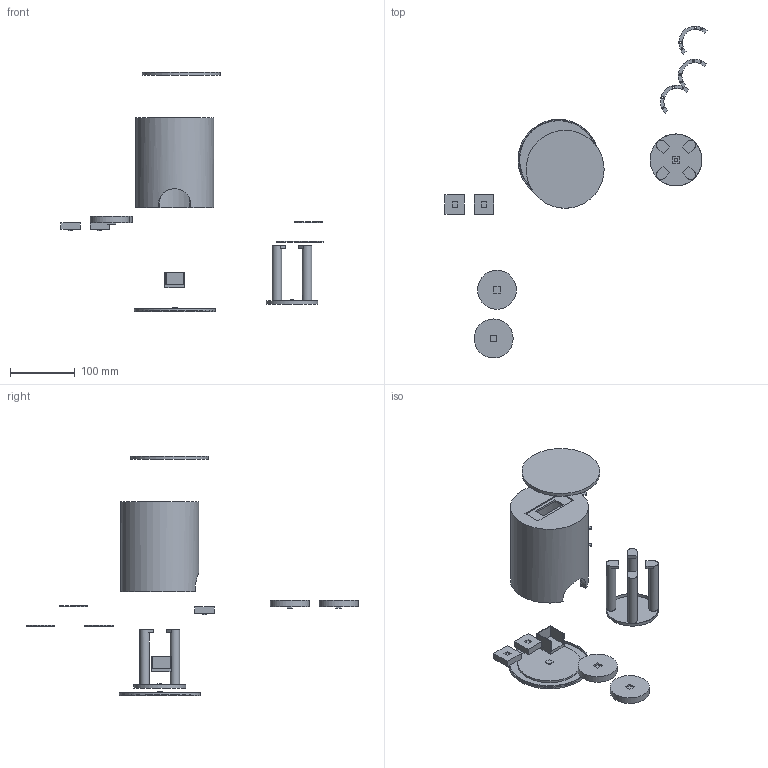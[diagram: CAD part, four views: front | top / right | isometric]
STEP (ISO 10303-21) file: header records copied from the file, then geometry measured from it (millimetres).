
FILE_DESCRIPTION(/* description */ (''),/* implementation_level */ '2;1');
FILE_NAME(/* name */ 'Imaging_system .step',/* time_stamp */ '2021-11-16T13:02:56+02:00',/* author */ (''),/* organization */ (''),/* preprocessor_version */ 'ST-DEVELOPER v18.1',/* originating_system */ 'Autodesk Translation Framework v10.10.0.1391',/* authorisation */ '');
FILE_SCHEMA (('AUTOMOTIVE_DESIGN { 1 0 10303 214 3 1 1 }'));
Length unit declared in the file: millimetre
Products named in the file (1): Imaging_system
Bounding box: 403.43 x 511.02 x 369 mm (x, y, z)
Volume: 772869.2 mm3; surface area: 226563.1 mm2
Topology: 12 solids, 12 shells, 176 faces, 407 edges, 270 vertices
Faces by surface type: plane 142, cylinder 32, cone 2
Full cylindrical faces by diameter (mm): 2.2 x6, 3 x6, 14.5 x4, 60 x2, 80 x1, 97.5 x1, 100 x1, 120 x2, 122.5 x1, 125 x1
Entity records: 5124 total; most frequent: CARTESIAN_POINT 936, DIRECTION 840, ORIENTED_EDGE 814, EDGE_CURVE 407, LINE 320, VECTOR 320, VERTEX_POINT 270, AXIS2_PLACEMENT_3D 260
